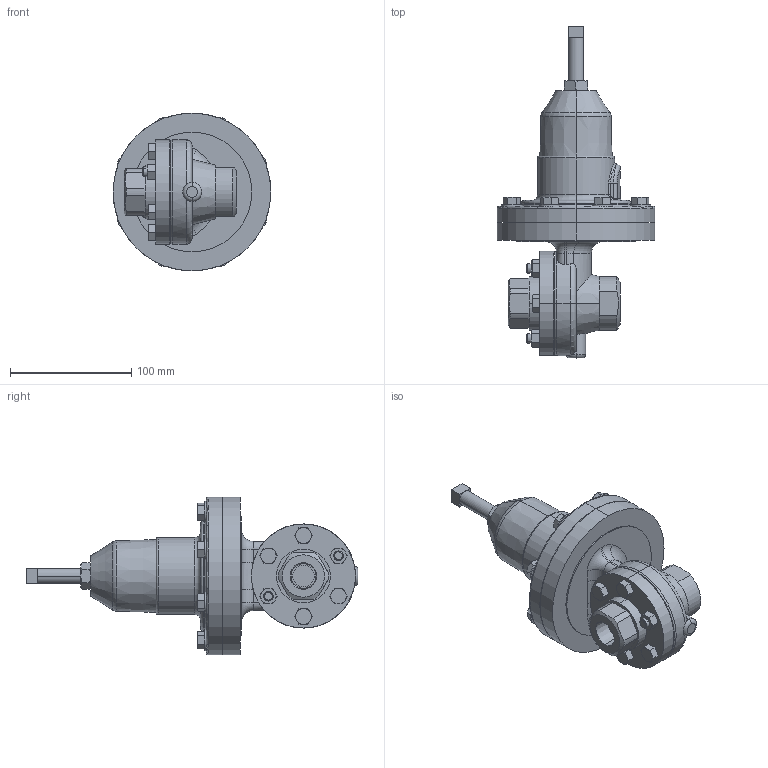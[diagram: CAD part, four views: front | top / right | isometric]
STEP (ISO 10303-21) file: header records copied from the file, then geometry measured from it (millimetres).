
FILE_DESCRIPTION (( 'STEP AP203' ), '1' );
FILE_NAME ('63-050-CS+S6-PT.STEP', '2017-07-25T14:28:35', ( '' ), ( '' ), 'SwSTEP 2.0', 'SolidWorks 2014', '' );
FILE_SCHEMA (( 'CONFIG_CONTROL_DESIGN' ));
Length unit declared in the file: inch
Products named in the file (2): 63-050-CS+S6-PT
Bounding box: 130.05 x 273.56 x 130.05 mm (x, y, z)
Volume: 956977.1 mm3; surface area: 107797.3 mm2
Topology: 1 solids, 1 shells, 440 faces, 1025 edges, 621 vertices
Faces by surface type: plane 167, cone 131, cylinder 105, torus 26, bspline 11
Entity records: 14751 total; most frequent: CARTESIAN_POINT 4778, ORIENTED_EDGE 2046, DIRECTION 2040, EDGE_CURVE 1023, AXIS2_PLACEMENT_3D 854, VERTEX_POINT 621, EDGE_LOOP 504, FACE_OUTER_BOUND 440
